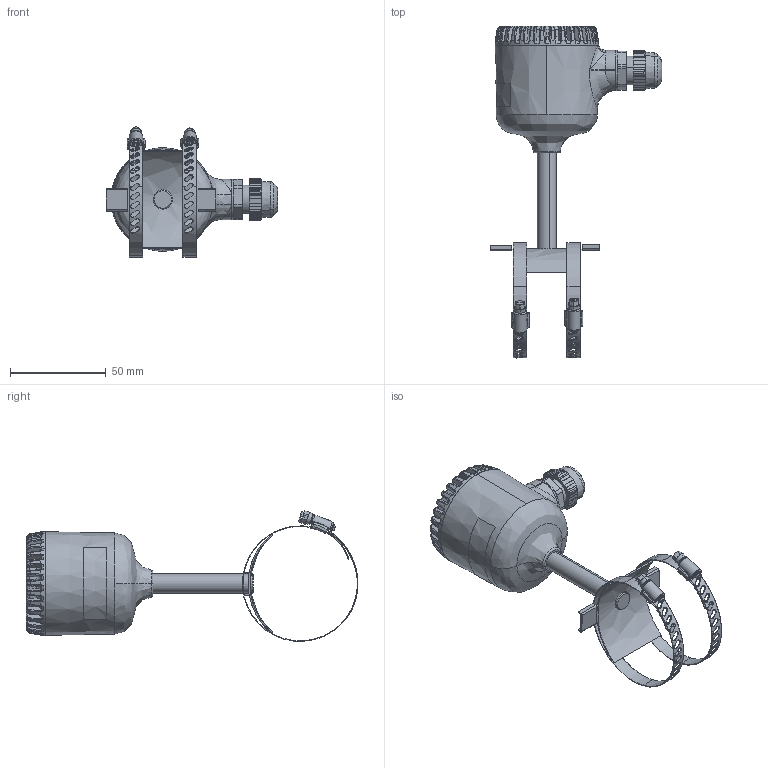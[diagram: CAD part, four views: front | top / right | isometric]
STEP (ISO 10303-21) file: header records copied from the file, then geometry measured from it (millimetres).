
FILE_DESCRIPTION (( 'STEP AP214' ), '1' );
FILE_NAME ('ﾄﾒﾑ325ﾌ-100.STEP', '2020-02-27T14:38:24', ( '' ), ( '' ), 'SwSTEP 2.0', 'SolidWorks 2019', '' );
FILE_SCHEMA (( 'AUTOMOTIVE_DESIGN' ));
Length unit declared in the file: millimetre
Products named in the file (33): _________2.STEP; _____ (2054)____ 731153.420.2054(___3. _________)^___-3.00.1.2(______ ______).STEP; _____ -______8^_____ FrontFoil____-3.00.1.2(______ ______).STEP; _____ FrontFoil^___-3.00.1.2(______ ______).STEP; 懾譈鴀; _____ (2055)____ 731153.420.2055(___3.______)^___-3.00.1.2(______ ______).STEP; _________.STEP; ﾕ黑; ___-3.00.1.2(______ ______).STEP; ____.STEP; ____.712521.420.1414.STEP; ______.STEP; ﾕ黑1; ______ _2.STEP; ﾄﾒﾑ405ﾌ-100.STEP; _____ -______9^_____ FrontFoil____-3.00.1.2(______ ______).STEP; _____ -______4^_____ FrontFoil____-3.00.1.2(______ ______).STEP; _____ -______6^_____ FrontFoil____-3.00.1.2(______ ______).STEP; 秮鶋罻 10-4; _____ -______3^_____ FrontFoil____-3.00.1.2(______ ______).STEP; _____ T_______(__ _________)^___-3.00.1.2(______ ______).STEP; _____ -______5^_____ FrontFoil____-3.00.1.2(______ ______).STEP; 209; slotted capstan screw_din_DIN 404 M4 x 5 --- 5N.STEP; êàáåëü õ22; _________1.STEP; ______-0.STEP; _____ -______7^_____ FrontFoil____-3.00.1.2(______ ______).STEP; _____ -______2^___-3.00.1.2(______ ______).STEP; ﾄﾒﾑ325ﾌ-100; ______ _ _____.__..STEP; _____ Vint^___-3.00.1.2(______ ______).STEP; (6004)弝謹.715141.430.6004
Assembly tree (44 placements, depth 5):
  ﾄﾒﾑ325ﾌ-100
    ﾄﾒﾑ405ﾌ-100.STEP
      ___-3.00.1.2(______ ______).STEP
        _____ FrontFoil^___-3.00.1.2(______ ______).STEP
          _____ -______3^_____ FrontFoil____-3.00.1.2(______ ______).STEP
          _____ -______4^_____ FrontFoil____-3.00.1.2(______ ______).STEP
          _____ -______5^_____ FrontFoil____-3.00.1.2(______ ______).STEP
          _____ -______6^_____ FrontFoil____-3.00.1.2(______ ______).STEP
          _____ -______7^_____ FrontFoil____-3.00.1.2(______ ______).STEP
          _____ -______8^_____ FrontFoil____-3.00.1.2(______ ______).STEP
          _____ -______9^_____ FrontFoil____-3.00.1.2(______ ______).STEP
        _____ (2055)____ 731153.420.2055(___3.______)^___-3.00.1.2(______ ______).STEP
        _____ (2054)____ 731153.420.2054(___3. _________)^___-3.00.1.2(______ ______).STEP
        _____ T_______(__ _________)^___-3.00.1.2(______ ______).STEP  x2
        _____ Vint^___-3.00.1.2(______ ______).STEP  x2
        _____ -______2^___-3.00.1.2(______ ______).STEP
      ______.STEP
      _________.STEP
      _________1.STEP
      _________2.STEP
      ____.712521.420.1414.STEP
      slotted capstan screw_din_DIN 404 M4 x 5 --- 5N.STEP  x2
      ______ _2.STEP
      ______ _ _____.__..STEP  x2
      ______-0.STEP  x4
      ____.STEP  x4
    秮鶋罻 10-4
    209
    (6004)弝謹.715141.430.6004
    懾譈鴀
    êàáåëü õ22
    ﾕ黑1  x2
    ﾕ黑  x2
Bounding box: 89.45 x 173.15 x 68.15 mm (x, y, z)
Volume: 58795.7 mm3; surface area: 71640.7 mm2
Topology: 45 solids, 45 shells, 3674 faces, 9910 edges, 6399 vertices
Faces by surface type: plane 1712, cylinder 844, bspline 704, cone 324, torus 78, sphere 12
Entity records: 137903 total; most frequent: CARTESIAN_POINT 65597, ORIENTED_EDGE 16594, DIRECTION 12430, EDGE_CURVE 8297, VERTEX_POINT 5363, AXIS2_PLACEMENT_3D 4201, LINE 4028, VECTOR 4028
